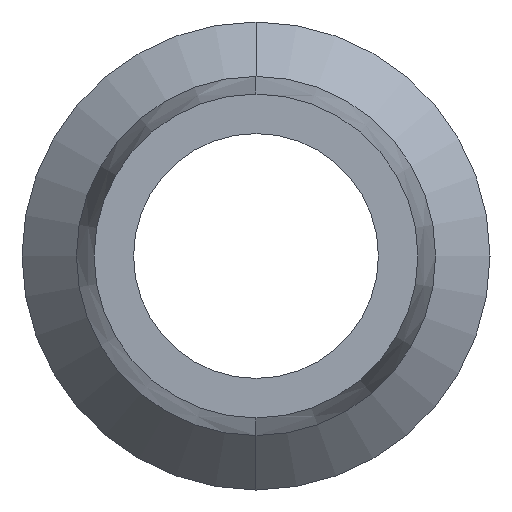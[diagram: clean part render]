
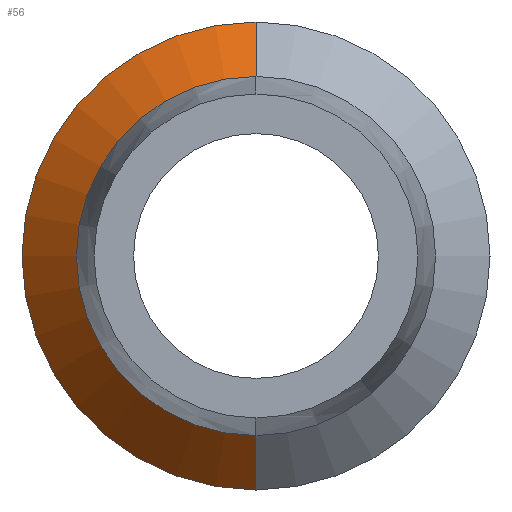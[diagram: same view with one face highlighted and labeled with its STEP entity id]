
A CAD part, left-side view. The second image highlights one B-rep face of the part: STEP entity #56.
In plain terms, the highlighted conical face has half-angle 45 degrees and reference radius 8.6 mm.
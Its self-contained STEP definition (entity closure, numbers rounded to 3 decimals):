
#2 = DIRECTION ( 'NONE',  ( 0., 0., 1. ) ) ;
#17 = DIRECTION ( 'NONE',  ( -1., 0., 0. ) ) ;
#33 = CARTESIAN_POINT ( 'NONE',  ( -3.31, 0., -8.6 ) ) ;
#46 = CONICAL_SURFACE ( 'NONE', #109, 8.6, 0.785 ) ;
#56 = ADVANCED_FACE ( 'NONE', ( #265 ), #46, .T. ) ;
#73 = ORIENTED_EDGE ( 'NONE', *, *, #513, .F. ) ;
#77 = DIRECTION ( 'NONE',  ( 0., 0., -1. ) ) ;
#109 = AXIS2_PLACEMENT_3D ( 'NONE', #151, #774, #77 ) ;
#120 = CARTESIAN_POINT ( 'NONE',  ( -3.31, 0., -8.6 ) ) ;
#124 = CARTESIAN_POINT ( 'NONE',  ( -3.31, 0., 0. ) ) ;
#151 = CARTESIAN_POINT ( 'NONE',  ( -3.31, 0., 0. ) ) ;
#162 = CARTESIAN_POINT ( 'NONE',  ( -5.31, 0., 6.6 ) ) ;
#199 = VERTEX_POINT ( 'NONE', #237 ) ;
#208 = CIRCLE ( 'NONE', #364, 6.6 ) ;
#221 = ORIENTED_EDGE ( 'NONE', *, *, #233, .T. ) ;
#233 = EDGE_CURVE ( 'NONE', #649, #451, #424, .T. ) ;
#237 = CARTESIAN_POINT ( 'NONE',  ( -5.31, 0., -6.6 ) ) ;
#239 = VERTEX_POINT ( 'NONE', #33 ) ;
#265 = FACE_OUTER_BOUND ( 'NONE', #408, .T. ) ;
#302 = LINE ( 'NONE', #120, #652 ) ;
#304 = AXIS2_PLACEMENT_3D ( 'NONE', #124, #693, #2 ) ;
#309 = EDGE_CURVE ( 'NONE', #451, #239, #501, .T. ) ;
#334 = ORIENTED_EDGE ( 'NONE', *, *, #357, .F. ) ;
#357 = EDGE_CURVE ( 'NONE', #199, #239, #302, .T. ) ;
#364 = AXIS2_PLACEMENT_3D ( 'NONE', #581, #17, #710 ) ;
#380 = VECTOR ( 'NONE', #785, 1000. ) ;
#408 = EDGE_LOOP ( 'NONE', ( #73, #221, #429, #334 ) ) ;
#424 = LINE ( 'NONE', #680, #380 ) ;
#429 = ORIENTED_EDGE ( 'NONE', *, *, #309, .T. ) ;
#451 = VERTEX_POINT ( 'NONE', #521 ) ;
#501 = CIRCLE ( 'NONE', #304, 8.6 ) ;
#513 = EDGE_CURVE ( 'NONE', #649, #199, #208, .T. ) ;
#521 = CARTESIAN_POINT ( 'NONE',  ( -3.31, 0., 8.6 ) ) ;
#553 = DIRECTION ( 'NONE',  ( 0.707, 0., -0.707 ) ) ;
#581 = CARTESIAN_POINT ( 'NONE',  ( -5.31, 0., 0. ) ) ;
#649 = VERTEX_POINT ( 'NONE', #162 ) ;
#652 = VECTOR ( 'NONE', #553, 1000. ) ;
#680 = CARTESIAN_POINT ( 'NONE',  ( -3.31, 0., 8.6 ) ) ;
#693 = DIRECTION ( 'NONE',  ( -1., 0., 0. ) ) ;
#710 = DIRECTION ( 'NONE',  ( 0., 0., 1. ) ) ;
#774 = DIRECTION ( 'NONE',  ( 1., 0., 0. ) ) ;
#785 = DIRECTION ( 'NONE',  ( 0.707, 0., 0.707 ) ) ;
